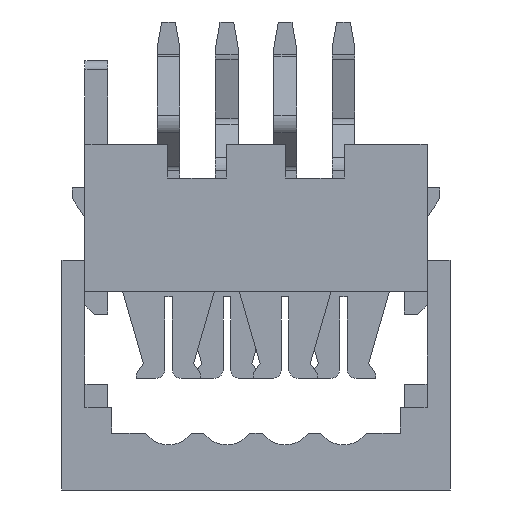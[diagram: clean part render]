
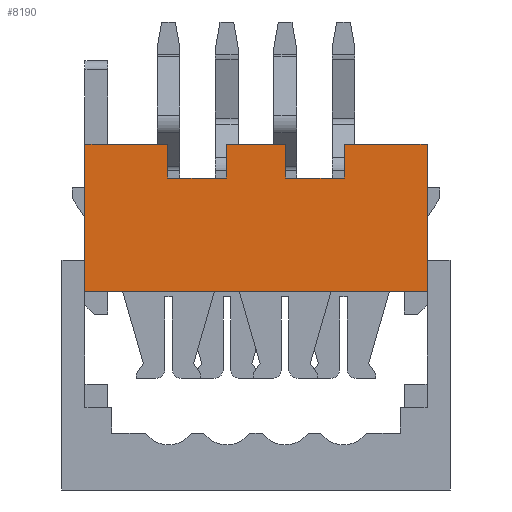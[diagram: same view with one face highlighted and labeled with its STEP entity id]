
A CAD part, front view. The second image highlights one B-rep face of the part: STEP entity #8190.
In plain terms, the highlighted planar face has unit normal (0, -1, 0).
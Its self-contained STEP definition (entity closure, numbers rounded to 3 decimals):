
#6 = VERTEX_POINT ( 'NONE', #3513 ) ;
#83 = LINE ( 'NONE', #3159, #5346 ) ;
#99 = ORIENTED_EDGE ( 'NONE', *, *, #5309, .T. ) ;
#427 = VERTEX_POINT ( 'NONE', #6715 ) ;
#455 = ORIENTED_EDGE ( 'NONE', *, *, #2140, .T. ) ;
#560 = VECTOR ( 'NONE', #5669, 1000. ) ;
#672 = ORIENTED_EDGE ( 'NONE', *, *, #7728, .T. ) ;
#1178 = CARTESIAN_POINT ( 'NONE',  ( 12.081, -2.5, 6.5 ) ) ;
#1182 = CARTESIAN_POINT ( 'NONE',  ( 6.435, -2.5, 2.464 ) ) ;
#1203 = CARTESIAN_POINT ( 'NONE',  ( 6.435, -2.5, 0. ) ) ;
#1302 = CARTESIAN_POINT ( 'NONE',  ( 6.435, -2.5, 3.2 ) ) ;
#1334 = LINE ( 'NONE', #8961, #7901 ) ;
#1407 = CARTESIAN_POINT ( 'NONE',  ( 6.435, -2.5, 6.5 ) ) ;
#1424 = DIRECTION ( 'NONE',  ( 0., 0., 1. ) ) ;
#1444 = DIRECTION ( 'NONE',  ( 0., 0., 1. ) ) ;
#1480 = CARTESIAN_POINT ( 'NONE',  ( 12.081, -2.5, 3.2 ) ) ;
#1505 = DIRECTION ( 'NONE',  ( -1., 0., 0. ) ) ;
#1645 = ORIENTED_EDGE ( 'NONE', *, *, #4363, .F. ) ;
#1646 = EDGE_LOOP ( 'NONE', ( #7120, #1645, #3843, #3388, #99, #8269, #5405, #3314, #3309, #672, #455, #5257 ) ) ;
#1740 = LINE ( 'NONE', #4819, #5920 ) ;
#1942 = DIRECTION ( 'NONE',  ( 0., 0., 1. ) ) ;
#1989 = AXIS2_PLACEMENT_3D ( 'NONE', #9515, #8146, #1424 ) ;
#2054 = DIRECTION ( 'NONE',  ( -1., 0., 0. ) ) ;
#2140 = EDGE_CURVE ( 'NONE', #9517, #7417, #9735, .T. ) ;
#2245 = CARTESIAN_POINT ( 'NONE',  ( 10.805, -2.5, 6.5 ) ) ;
#2269 = VECTOR ( 'NONE', #2919, 1000. ) ;
#2558 = CARTESIAN_POINT ( 'NONE',  ( 9.515, -2.5, 3.2 ) ) ;
#2595 = DIRECTION ( 'NONE',  ( 0., 0., -1. ) ) ;
#2622 = VERTEX_POINT ( 'NONE', #9216 ) ;
#2643 = VERTEX_POINT ( 'NONE', #6836 ) ;
#2653 = CARTESIAN_POINT ( 'NONE',  ( 8.239, -2.5, 6.5 ) ) ;
#2811 = CARTESIAN_POINT ( 'NONE',  ( 6.435, -2.5, 3.2 ) ) ;
#2900 = EDGE_CURVE ( 'NONE', #4253, #427, #5726, .T. ) ;
#2919 = DIRECTION ( 'NONE',  ( 0., 0., -1. ) ) ;
#3038 = CARTESIAN_POINT ( 'NONE',  ( 8.239, -2.5, 3.2 ) ) ;
#3159 = CARTESIAN_POINT ( 'NONE',  ( -13.885, -2.5, 2.464 ) ) ;
#3179 = VECTOR ( 'NONE', #1444, 1000. ) ;
#3309 = ORIENTED_EDGE ( 'NONE', *, *, #2900, .T. ) ;
#3314 = ORIENTED_EDGE ( 'NONE', *, *, #6569, .T. ) ;
#3315 = EDGE_CURVE ( 'NONE', #6, #4543, #9043, .T. ) ;
#3346 = FACE_OUTER_BOUND ( 'NONE', #1646, .T. ) ;
#3388 = ORIENTED_EDGE ( 'NONE', *, *, #9249, .T. ) ;
#3449 = LINE ( 'NONE', #1178, #560 ) ;
#3513 = CARTESIAN_POINT ( 'NONE',  ( 13.885, -2.5, 3.2 ) ) ;
#3598 = VECTOR ( 'NONE', #1942, 1000. ) ;
#3726 = LINE ( 'NONE', #1407, #2269 ) ;
#3843 = ORIENTED_EDGE ( 'NONE', *, *, #3315, .T. ) ;
#4148 = EDGE_CURVE ( 'NONE', #4455, #8493, #9973, .T. ) ;
#4252 = DIRECTION ( 'NONE',  ( -1., 0., 0. ) ) ;
#4253 = VERTEX_POINT ( 'NONE', #5276 ) ;
#4336 = VECTOR ( 'NONE', #2054, 1000. ) ;
#4363 = EDGE_CURVE ( 'NONE', #6, #4832, #1740, .T. ) ;
#4455 = VERTEX_POINT ( 'NONE', #9058 ) ;
#4543 = VERTEX_POINT ( 'NONE', #1480 ) ;
#4819 = CARTESIAN_POINT ( 'NONE',  ( 13.885, -2.5, 6.5 ) ) ;
#4832 = VERTEX_POINT ( 'NONE', #7488 ) ;
#4984 = LINE ( 'NONE', #1203, #5809 ) ;
#5257 = ORIENTED_EDGE ( 'NONE', *, *, #5851, .T. ) ;
#5276 = CARTESIAN_POINT ( 'NONE',  ( 9.515, -2.5, 2.464 ) ) ;
#5309 = EDGE_CURVE ( 'NONE', #2643, #4455, #83, .T. ) ;
#5337 = LINE ( 'NONE', #5438, #6110 ) ;
#5346 = VECTOR ( 'NONE', #5525, 1000. ) ;
#5405 = ORIENTED_EDGE ( 'NONE', *, *, #5987, .T. ) ;
#5438 = CARTESIAN_POINT ( 'NONE',  ( 6.435, -2.5, 3.2 ) ) ;
#5525 = DIRECTION ( 'NONE',  ( -1., 0., 0. ) ) ;
#5642 = DIRECTION ( 'NONE',  ( 1., 0., 0. ) ) ;
#5669 = DIRECTION ( 'NONE',  ( 0., 0., -1. ) ) ;
#5726 = LINE ( 'NONE', #1182, #6872 ) ;
#5784 = LINE ( 'NONE', #2653, #3598 ) ;
#5809 = VECTOR ( 'NONE', #5642, 1000. ) ;
#5851 = EDGE_CURVE ( 'NONE', #7417, #2622, #3726, .T. ) ;
#5920 = VECTOR ( 'NONE', #2595, 1000. ) ;
#5987 = EDGE_CURVE ( 'NONE', #8493, #6090, #5337, .T. ) ;
#6090 = VERTEX_POINT ( 'NONE', #2558 ) ;
#6110 = VECTOR ( 'NONE', #1505, 1000. ) ;
#6428 = PLANE ( 'NONE',  #1989 ) ;
#6569 = EDGE_CURVE ( 'NONE', #6090, #4253, #1334, .T. ) ;
#6715 = CARTESIAN_POINT ( 'NONE',  ( 8.239, -2.5, 2.464 ) ) ;
#6729 = DIRECTION ( 'NONE',  ( 0., 0., -1. ) ) ;
#6836 = CARTESIAN_POINT ( 'NONE',  ( 12.081, -2.5, 2.464 ) ) ;
#6872 = VECTOR ( 'NONE', #4252, 1000. ) ;
#7120 = ORIENTED_EDGE ( 'NONE', *, *, #7312, .T. ) ;
#7312 = EDGE_CURVE ( 'NONE', #2622, #4832, #4984, .T. ) ;
#7417 = VERTEX_POINT ( 'NONE', #1302 ) ;
#7488 = CARTESIAN_POINT ( 'NONE',  ( 13.885, -2.5, 0. ) ) ;
#7603 = VECTOR ( 'NONE', #8233, 1000. ) ;
#7728 = EDGE_CURVE ( 'NONE', #427, #9517, #5784, .T. ) ;
#7901 = VECTOR ( 'NONE', #6729, 1000. ) ;
#8146 = DIRECTION ( 'NONE',  ( 0., 1., 0. ) ) ;
#8190 = ADVANCED_FACE ( 'NONE', ( #3346 ), #6428, .F. ) ;
#8233 = DIRECTION ( 'NONE',  ( -1., 0., 0. ) ) ;
#8269 = ORIENTED_EDGE ( 'NONE', *, *, #4148, .T. ) ;
#8493 = VERTEX_POINT ( 'NONE', #9602 ) ;
#8961 = CARTESIAN_POINT ( 'NONE',  ( 9.515, -2.5, 6.5 ) ) ;
#9043 = LINE ( 'NONE', #9329, #7603 ) ;
#9058 = CARTESIAN_POINT ( 'NONE',  ( 10.805, -2.5, 2.464 ) ) ;
#9216 = CARTESIAN_POINT ( 'NONE',  ( 6.435, -2.5, 0. ) ) ;
#9249 = EDGE_CURVE ( 'NONE', #4543, #2643, #3449, .T. ) ;
#9329 = CARTESIAN_POINT ( 'NONE',  ( -13.885, -2.5, 3.2 ) ) ;
#9515 = CARTESIAN_POINT ( 'NONE',  ( 6.435, -2.5, 6.5 ) ) ;
#9517 = VERTEX_POINT ( 'NONE', #3038 ) ;
#9602 = CARTESIAN_POINT ( 'NONE',  ( 10.805, -2.5, 3.2 ) ) ;
#9735 = LINE ( 'NONE', #2811, #4336 ) ;
#9973 = LINE ( 'NONE', #2245, #3179 ) ;
